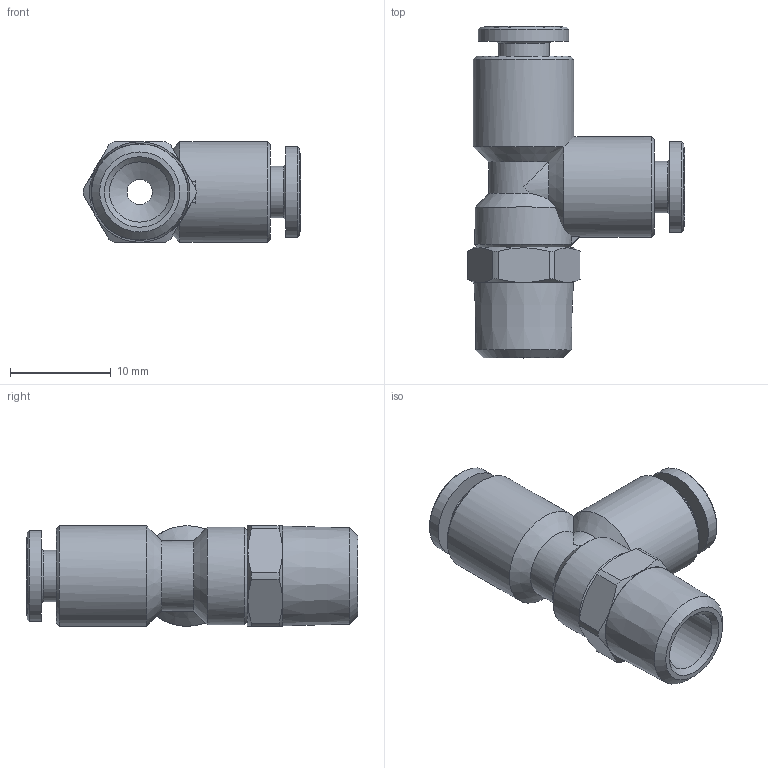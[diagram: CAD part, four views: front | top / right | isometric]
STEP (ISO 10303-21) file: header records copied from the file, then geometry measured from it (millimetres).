
FILE_DESCRIPTION(/* description */ ('STEP AP214'),/* implementation_level */ '2;1');
FILE_NAME(/* name */ 'B0130011',/* time_stamp */ '2023-03-31T09:02:48+02:00',/* author */ ('License CC BY-ND 4.0'),/* organization */ ('CADENAS'),/* preprocessor_version */ 'ST-DEVELOPER v19.3',/* originating_system */ 'PARTsolutions',/* authorisation */ ' ');
FILE_SCHEMA (('AUTOMOTIVE_DESIGN {1 0 10303 214 3 1 1}'));
Length unit declared in the file: millimetre
Products named in the file (2): B0130011; B0130011_PART1
Assembly tree (1 placements, depth 2):
  B0130011
    B0130011_PART1
Bounding box: 21.6 x 33 x 10 mm (x, y, z)
Volume: 2392.1 mm3; surface area: 2323.9 mm2
Topology: 1 solids, 1 shells, 410 faces, 1072 edges, 706 vertices
Faces by surface type: plane 233, bspline 125, cylinder 27, cone 25
Full cylindrical faces by diameter (mm): 2.5 x1, 3 x1, 4.15 x2, 4.4 x1, 5.1 x2, 6 x1, 9 x2, 10 x2
Entity records: 21913 total; most frequent: CARTESIAN_POINT 9921, ORIENTED_EDGE 2070, DIRECTION 1411, EDGE_CURVE 1035, VERTEX_POINT 698, LINE 671, VECTOR 671, EDGE_LOOP 485
